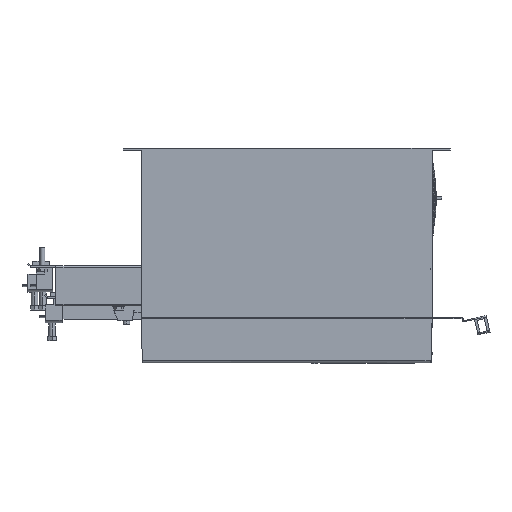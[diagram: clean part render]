
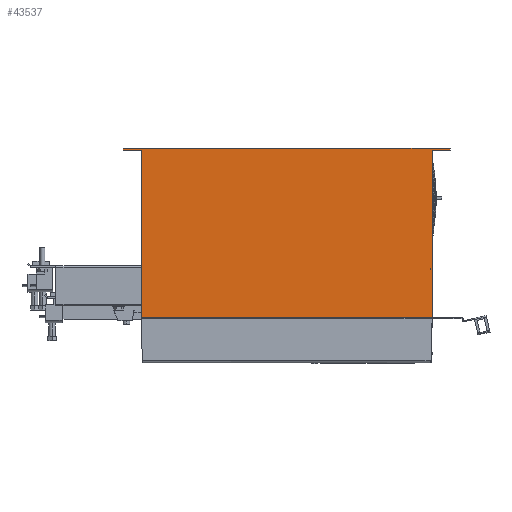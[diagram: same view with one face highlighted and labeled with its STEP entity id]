
A CAD part, top view. The second image highlights one B-rep face of the part: STEP entity #43537.
In plain terms, the highlighted planar face has unit normal (0, 0, 1).
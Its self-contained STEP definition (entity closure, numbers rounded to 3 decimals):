
#3997=DIRECTION('',(0.,1.,0.));
#3998=VECTOR('',#3997,144.7);
#3999=CARTESIAN_POINT('',(177.5,-145.202,3.));
#4000=LINE('',#3999,#3998);
#4004=DIRECTION('',(1.,0.,0.));
#4005=VECTOR('',#4004,2.3);
#4006=CARTESIAN_POINT('',(175.2,-145.202,3.));
#4007=LINE('',#4006,#4005);
#4011=DIRECTION('',(0.,1.,0.));
#4012=VECTOR('',#4011,0.498);
#4013=CARTESIAN_POINT('',(175.2,-145.7,3.));
#4014=LINE('',#4013,#4012);
#4018=DIRECTION('',(0.,-1.,0.));
#4019=VECTOR('',#4018,204.198);
#4020=CARTESIAN_POINT('',(-177.5,-0.502,3.));
#4021=LINE('',#4020,#4019);
#4666=DIRECTION('',(-1.,0.,0.));
#4667=VECTOR('',#4666,22.);
#4668=CARTESIAN_POINT('',(-177.5,-0.502,3.));
#4669=LINE('',#4668,#4667);
#4744=DIRECTION('',(-1.,0.,0.));
#4745=VECTOR('',#4744,399.);
#4746=CARTESIAN_POINT('',(199.5,1.498,3.));
#4747=LINE('',#4746,#4745);
#4886=DIRECTION('',(0.,-1.,0.));
#4887=VECTOR('',#4886,2.);
#4888=CARTESIAN_POINT('',(199.5,1.498,3.));
#4889=LINE('',#4888,#4887);
#4900=DIRECTION('',(-1.,0.,0.));
#4901=VECTOR('',#4900,22.);
#4902=CARTESIAN_POINT('',(199.5,-0.502,3.));
#4903=LINE('',#4902,#4901);
#5181=DIRECTION('',(0.,-1.,0.));
#5182=VECTOR('',#5181,2.);
#5183=CARTESIAN_POINT('',(-199.5,1.498,3.));
#5184=LINE('',#5183,#5182);
#6269=DIRECTION('',(1.,0.,0.));
#6270=VECTOR('',#6269,355.);
#6271=CARTESIAN_POINT('',(-177.5,-204.7,3.));
#6272=LINE('',#6271,#6270);
#6325=DIRECTION('',(0.,-1.,0.));
#6326=VECTOR('',#6325,59.);
#6327=CARTESIAN_POINT('',(177.5,-145.7,3.));
#6328=LINE('',#6327,#6326);
#6402=DIRECTION('',(1.,0.,0.));
#6403=VECTOR('',#6402,2.3);
#6404=CARTESIAN_POINT('',(175.2,-145.7,3.));
#6405=LINE('',#6404,#6403);
#35542=CARTESIAN_POINT('',(175.2,-145.7,3.));
#35543=VERTEX_POINT('',#35542);
#35544=CARTESIAN_POINT('',(175.2,-145.202,3.));
#35545=VERTEX_POINT('',#35544);
#35710=CARTESIAN_POINT('',(177.5,-145.202,3.));
#35711=VERTEX_POINT('',#35710);
#35712=CARTESIAN_POINT('',(177.5,-0.502,3.));
#35713=VERTEX_POINT('',#35712);
#35730=CARTESIAN_POINT('',(-177.5,-0.502,3.));
#35731=CARTESIAN_POINT('',(-177.5,-204.7,3.));
#35732=VERTEX_POINT('',#35730);
#35733=VERTEX_POINT('',#35731);
#35734=CARTESIAN_POINT('',(177.5,-145.7,3.));
#35735=VERTEX_POINT('',#35734);
#35736=CARTESIAN_POINT('',(177.5,-204.7,3.));
#35737=VERTEX_POINT('',#35736);
#38773=CARTESIAN_POINT('',(-199.5,-0.502,3.));
#38774=VERTEX_POINT('',#38773);
#38775=CARTESIAN_POINT('',(-199.5,1.498,3.));
#38776=VERTEX_POINT('',#38775);
#38777=CARTESIAN_POINT('',(199.5,1.498,3.));
#38778=VERTEX_POINT('',#38777);
#38779=CARTESIAN_POINT('',(199.5,-0.502,3.));
#38780=VERTEX_POINT('',#38779);
#43509=CARTESIAN_POINT('',(0.,-101.601,3.));
#43510=DIRECTION('',(0.,0.,1.));
#43511=DIRECTION('',(1.,0.,0.));
#43512=AXIS2_PLACEMENT_3D('',#43509,#43510,#43511);
#43513=PLANE('',#43512);
#43515=ORIENTED_EDGE('',*,*,#43514,.F.);
#43517=ORIENTED_EDGE('',*,*,#43516,.T.);
#43519=ORIENTED_EDGE('',*,*,#43518,.F.);
#43521=ORIENTED_EDGE('',*,*,#43520,.F.);
#43523=ORIENTED_EDGE('',*,*,#43522,.T.);
#43525=ORIENTED_EDGE('',*,*,#43524,.T.);
#43526=ORIENTED_EDGE('',*,*,#43293,.F.);
#43527=ORIENTED_EDGE('',*,*,#43502,.F.);
#43528=ORIENTED_EDGE('',*,*,#40468,.F.);
#43530=ORIENTED_EDGE('',*,*,#43529,.T.);
#43532=ORIENTED_EDGE('',*,*,#43531,.T.);
#43534=ORIENTED_EDGE('',*,*,#43533,.F.);
#43535=EDGE_LOOP('',(#43515,#43517,#43519,#43521,#43523,#43525,#43526,#43527,
#43528,#43530,#43532,#43534));
#43536=FACE_OUTER_BOUND('',#43535,.F.);
#43537=ADVANCED_FACE('',(#43536),#43513,.T.);
#40468=EDGE_CURVE('',#35543,#35545,#4014,.T.);
#43293=EDGE_CURVE('',#35711,#35713,#4000,.T.);
#43502=EDGE_CURVE('',#35545,#35711,#4007,.T.);
#43514=EDGE_CURVE('',#35732,#35733,#4021,.T.);
#43516=EDGE_CURVE('',#35732,#38774,#4669,.T.);
#43518=EDGE_CURVE('',#38776,#38774,#5184,.T.);
#43520=EDGE_CURVE('',#38778,#38776,#4747,.T.);
#43522=EDGE_CURVE('',#38778,#38780,#4889,.T.);
#43524=EDGE_CURVE('',#38780,#35713,#4903,.T.);
#43529=EDGE_CURVE('',#35543,#35735,#6405,.T.);
#43531=EDGE_CURVE('',#35735,#35737,#6328,.T.);
#43533=EDGE_CURVE('',#35733,#35737,#6272,.T.);
